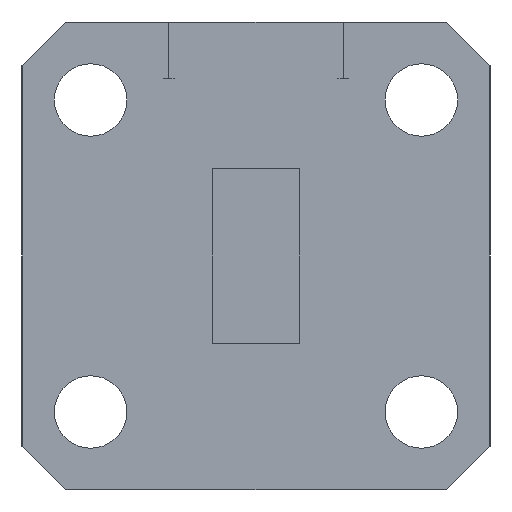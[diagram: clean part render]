
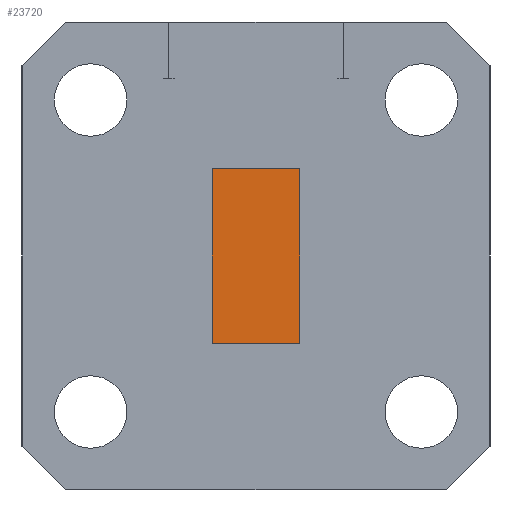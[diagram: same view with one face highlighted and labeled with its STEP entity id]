
A CAD part, left-side view. The second image highlights one B-rep face of the part: STEP entity #23720.
In plain terms, the highlighted planar face has unit normal (-1, 0, 0).
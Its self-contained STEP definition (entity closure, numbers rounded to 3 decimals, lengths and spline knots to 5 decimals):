
#804 = LINE ( 'NONE', #13197, #47587 ) ;
#4812 = PLANE ( 'NONE',  #53280 ) ;
#5823 = EDGE_CURVE ( 'NONE', #38038, #9431, #65539, .T. ) ;
#7089 = ORIENTED_EDGE ( 'NONE', *, *, #54073, .T. ) ;
#9431 = VERTEX_POINT ( 'NONE', #49263 ) ;
#9871 = CARTESIAN_POINT ( 'NONE',  ( -1.09, -0.1875, 0. ) ) ;
#12648 = FACE_OUTER_BOUND ( 'NONE', #23704, .T. ) ;
#13197 = CARTESIAN_POINT ( 'NONE',  ( -1.09, -0.1175, 0.28 ) ) ;
#15096 = EDGE_CURVE ( 'NONE', #57036, #38956, #58902, .T. ) ;
#15604 = VECTOR ( 'NONE', #49735, 39.37008 ) ;
#17927 = CARTESIAN_POINT ( 'NONE',  ( -1.09, -0.2575, 0.28 ) ) ;
#19816 = DIRECTION ( 'NONE',  ( 1., 0., 0. ) ) ;
#22385 = ORIENTED_EDGE ( 'NONE', *, *, #23481, .T. ) ;
#23481 = EDGE_CURVE ( 'NONE', #38956, #9431, #804, .T. ) ;
#23704 = EDGE_LOOP ( 'NONE', ( #22385, #37334, #7089, #57002 ) ) ;
#23720 = ADVANCED_FACE ( 'NONE', ( #12648 ), #4812, .F. ) ;
#24749 = CARTESIAN_POINT ( 'NONE',  ( -1.09, -0.2575, 0. ) ) ;
#25010 = DIRECTION ( 'NONE',  ( 0., 1., 0. ) ) ;
#34714 = DIRECTION ( 'NONE',  ( 0., 0., -1. ) ) ;
#35946 = VECTOR ( 'NONE', #25010, 39.37008 ) ;
#37334 = ORIENTED_EDGE ( 'NONE', *, *, #5823, .F. ) ;
#38038 = VERTEX_POINT ( 'NONE', #24749 ) ;
#38956 = VERTEX_POINT ( 'NONE', #59718 ) ;
#45556 = CARTESIAN_POINT ( 'NONE',  ( -1.09, -0.1875, 0.28 ) ) ;
#45674 = CARTESIAN_POINT ( 'NONE',  ( -1.09, -0.1875, 0.28 ) ) ;
#47587 = VECTOR ( 'NONE', #49316, 39.37008 ) ;
#49263 = CARTESIAN_POINT ( 'NONE',  ( -1.09, -0.1175, 0. ) ) ;
#49316 = DIRECTION ( 'NONE',  ( 0., 0., -1. ) ) ;
#49735 = DIRECTION ( 'NONE',  ( 0., 1., 0. ) ) ;
#51145 = VECTOR ( 'NONE', #64248, 39.37008 ) ;
#52160 = CARTESIAN_POINT ( 'NONE',  ( -1.09, -0.2575, 0.28 ) ) ;
#53280 = AXIS2_PLACEMENT_3D ( 'NONE', #45556, #19816, #34714 ) ;
#54073 = EDGE_CURVE ( 'NONE', #38038, #57036, #64605, .T. ) ;
#57002 = ORIENTED_EDGE ( 'NONE', *, *, #15096, .T. ) ;
#57036 = VERTEX_POINT ( 'NONE', #52160 ) ;
#58902 = LINE ( 'NONE', #45674, #35946 ) ;
#59718 = CARTESIAN_POINT ( 'NONE',  ( -1.09, -0.1175, 0.28 ) ) ;
#64248 = DIRECTION ( 'NONE',  ( 0., 0., 1. ) ) ;
#64605 = LINE ( 'NONE', #17927, #51145 ) ;
#65539 = LINE ( 'NONE', #9871, #15604 ) ;
